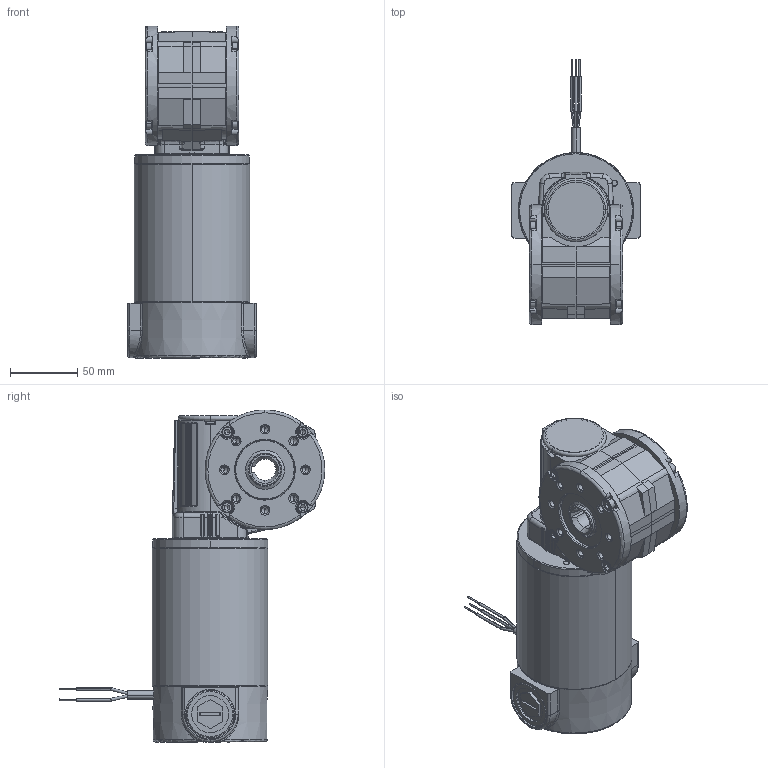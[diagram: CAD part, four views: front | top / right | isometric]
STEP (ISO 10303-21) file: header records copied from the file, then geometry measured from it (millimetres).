
FILE_DESCRIPTION (( 'STEP AP214' ), '1' );
FILE_NAME ('INFM0171.E.STEP', '2022-01-18T08:20:15', ( '' ), ( '' ), 'SwSTEP 2.0', 'SolidWorks 2019', '' );
FILE_SCHEMA (( 'AUTOMOTIVE_DESIGN' ));
Length unit declared in the file: inch
Products named in the file (12): 329AZ001_329AZ001; 328AZ012_328AZ012; 343AZ001_343AZ001; 223AZ005_223AZ005; 493AZ001_493AZ001; 54100132_54100132; 135AZ002_135AZ002; INFM0171.E; 57501030_57501030infs; 51401011_51401011; 54100156_54100156; 33201527_33201527
Assembly tree (22 placements, depth 2):
  INFM0171.E
    343AZ001_343AZ001
    328AZ012_328AZ012
    135AZ002_135AZ002
    329AZ001_329AZ001
    223AZ005_223AZ005
    54100132_54100132  x2
    493AZ001_493AZ001  x2
    57501030_57501030infs
    33201527_33201527  x2
    51401011_51401011  x2
    54100156_54100156  x8
Bounding box: 95.25 x 197.37 x 246.86 mm (x, y, z)
Volume: 1260461.4 mm3; surface area: 235591.7 mm2
Topology: 32 solids, 34 shells, 1964 faces, 4683 edges, 2771 vertices
Faces by surface type: cylinder 609, plane 522, cone 292, bspline 255, torus 243, sphere 43
Entity records: 77374 total; most frequent: CARTESIAN_POINT 26125, ORIENTED_EDGE 7080, DIRECTION 6870, EDGE_CURVE 3540, AXIS2_PLACEMENT_3D 2839, VERTEX_POINT 2138, CIRCLE 1576, EDGE_LOOP 1574
